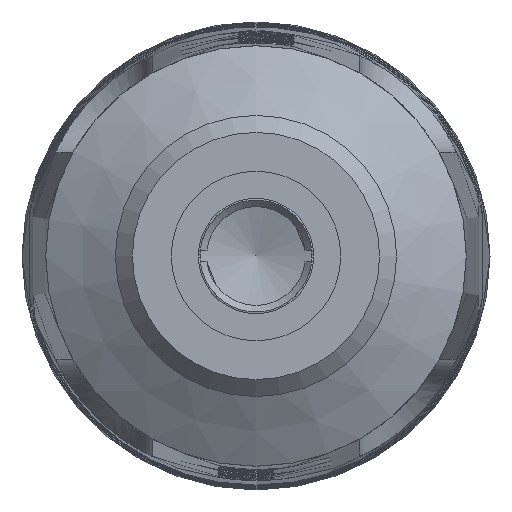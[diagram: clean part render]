
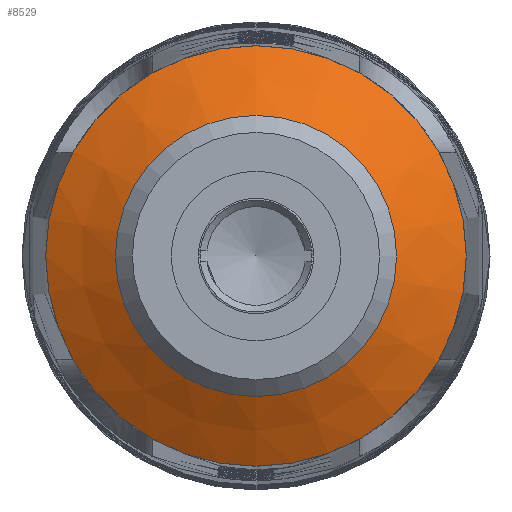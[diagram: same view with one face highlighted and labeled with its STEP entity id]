
A CAD part, front view. The second image highlights one B-rep face of the part: STEP entity #8529.
In plain terms, the highlighted conical face has half-angle 59.718 degrees and reference radius 5.173 mm.
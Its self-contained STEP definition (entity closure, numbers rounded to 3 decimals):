
#680=CONICAL_SURFACE('',#9282,5.173,1.042);
#821=FACE_OUTER_BOUND('',#1329,.T.);
#1329=EDGE_LOOP('',(#5689,#5690,#5691,#5692,#5693,#5694));
#1890=LINE('',#12554,#2439);
#2439=VECTOR('',#10240,5.173);
#2989=CIRCLE('',#9272,4.145);
#2990=CIRCLE('',#9273,4.145);
#2996=CIRCLE('',#9283,6.2);
#2997=CIRCLE('',#9284,6.2);
#3418=VERTEX_POINT('',#12530);
#3419=VERTEX_POINT('',#12531);
#3425=VERTEX_POINT('',#12550);
#3426=VERTEX_POINT('',#12551);
#4313=EDGE_CURVE('',#3418,#3419,#2989,.T.);
#4314=EDGE_CURVE('',#3419,#3418,#2990,.T.);
#4322=EDGE_CURVE('',#3425,#3426,#2996,.T.);
#4323=EDGE_CURVE('',#3426,#3425,#2997,.T.);
#4324=EDGE_CURVE('',#3426,#3419,#1890,.T.);
#5689=ORIENTED_EDGE('',*,*,#4322,.F.);
#5690=ORIENTED_EDGE('',*,*,#4323,.F.);
#5691=ORIENTED_EDGE('',*,*,#4324,.T.);
#5692=ORIENTED_EDGE('',*,*,#4314,.T.);
#5693=ORIENTED_EDGE('',*,*,#4313,.T.);
#5694=ORIENTED_EDGE('',*,*,#4324,.F.);
#8529=ADVANCED_FACE('',(#821),#680,.T.);
#9272=AXIS2_PLACEMENT_3D('',#12532,#10212,#10213);
#9273=AXIS2_PLACEMENT_3D('',#12533,#10214,#10215);
#9282=AXIS2_PLACEMENT_3D('',#12549,#10234,#10235);
#9283=AXIS2_PLACEMENT_3D('',#12552,#10236,#10237);
#9284=AXIS2_PLACEMENT_3D('',#12553,#10238,#10239);
#10212=DIRECTION('center_axis',(0.,1.,0.));
#10213=DIRECTION('ref_axis',(0.,0.,1.));
#10214=DIRECTION('center_axis',(0.,1.,0.));
#10215=DIRECTION('ref_axis',(0.,0.,1.));
#10234=DIRECTION('center_axis',(0.,1.,0.));
#10235=DIRECTION('ref_axis',(0.,0.,1.));
#10236=DIRECTION('center_axis',(0.,1.,0.));
#10237=DIRECTION('ref_axis',(0.,0.,1.));
#10238=DIRECTION('center_axis',(0.,1.,0.));
#10239=DIRECTION('ref_axis',(0.,0.,1.));
#10240=DIRECTION('',(0.,-0.504,0.864));
#12530=CARTESIAN_POINT('',(0.,5.8,4.145));
#12531=CARTESIAN_POINT('',(0.,5.8,-4.145));
#12532=CARTESIAN_POINT('Origin',(0.,5.8,0.));
#12533=CARTESIAN_POINT('Origin',(0.,5.8,0.));
#12549=CARTESIAN_POINT('Origin',(0.,6.4,0.));
#12550=CARTESIAN_POINT('',(0.,7.,6.2));
#12551=CARTESIAN_POINT('',(0.,7.,-6.2));
#12552=CARTESIAN_POINT('Origin',(0.,7.,0.));
#12553=CARTESIAN_POINT('Origin',(0.,7.,0.));
#12554=CARTESIAN_POINT('',(0.,6.4,-5.173));
